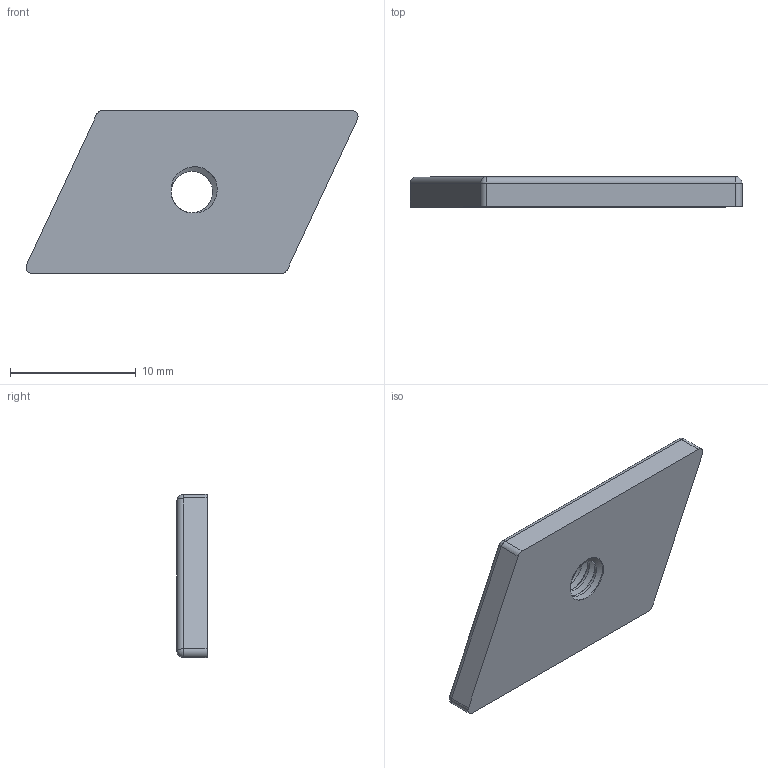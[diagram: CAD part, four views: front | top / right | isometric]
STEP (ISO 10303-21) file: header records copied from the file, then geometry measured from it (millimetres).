
FILE_DESCRIPTION (( 'STEP AP214' ), '1' );
FILE_NAME ('3011-308.STEP', '2024-09-06T12:01:32', ( '' ), ( '' ), 'SwSTEP 2.0', 'SolidWorks 2022', '' );
FILE_SCHEMA (( 'AUTOMOTIVE_DESIGN' ));
Length unit declared in the file: millimetre
Products named in the file (1): 3011-308
Bounding box: 26.43 x 2.4 x 13 mm (x, y, z)
Volume: 623.8 mm3; surface area: 718.8 mm2
Topology: 1 solids, 1 shells, 29 faces, 71 edges, 40 vertices
Faces by surface type: cylinder 15, plane 7, sphere 4, bspline 3
Entity records: 2205 total; most frequent: CARTESIAN_POINT 1558, ORIENTED_EDGE 134, DIRECTION 122, EDGE_CURVE 67, AXIS2_PLACEMENT_3D 46, VERTEX_POINT 40, EDGE_LOOP 31, LINE 30
